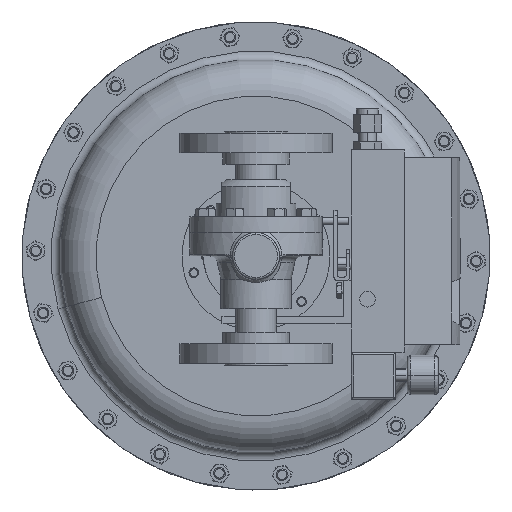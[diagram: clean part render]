
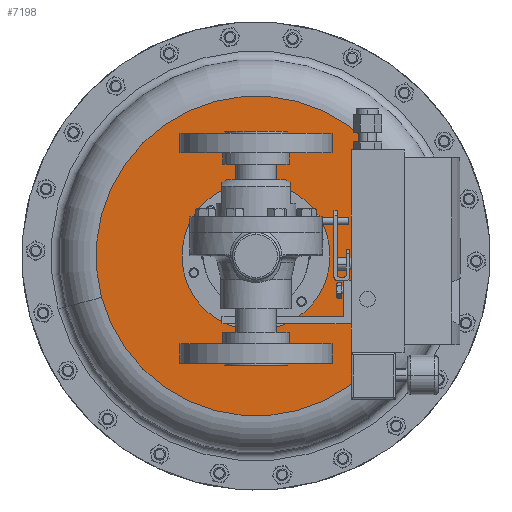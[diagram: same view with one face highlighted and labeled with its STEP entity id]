
A CAD part, front view. The second image highlights one B-rep face of the part: STEP entity #7198.
In plain terms, the highlighted planar face has unit normal (0, -1, 0).
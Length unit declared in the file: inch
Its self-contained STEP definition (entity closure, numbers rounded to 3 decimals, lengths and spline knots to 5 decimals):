
#415 = ORIENTED_EDGE ( 'NONE', *, *, #21511, .F. ) ;
#896 = ORIENTED_EDGE ( 'NONE', *, *, #23461, .T. ) ;
#1136 = AXIS2_PLACEMENT_3D ( 'NONE', #40871, #14977, #37667 ) ;
#1849 = DIRECTION ( 'NONE',  ( 0., 1., 0. ) ) ;
#1881 = EDGE_LOOP ( 'NONE', ( #896, #36020 ) ) ;
#4843 = CARTESIAN_POINT ( 'NONE',  ( 3.88663, 9.57025, -0.05446 ) ) ;
#5890 = EDGE_CURVE ( 'NONE', #38534, #21561, #28071, .T. ) ;
#6533 = CARTESIAN_POINT ( 'NONE',  ( 2.56018, 9.57025, 4.89591 ) ) ;
#6630 = VERTEX_POINT ( 'NONE', #9223 ) ;
#7198 = ADVANCED_FACE ( 'NONE', ( #41158, #40170 ), #35116, .T. ) ;
#7494 = DIRECTION ( 'NONE',  ( 0., 1., 0. ) ) ;
#9223 = CARTESIAN_POINT ( 'NONE',  ( 4.23956, 9.57025, 6.57529 ) ) ;
#9383 = CIRCLE ( 'NONE', #18787, 2.375 ) ;
#9428 = CARTESIAN_POINT ( 'NONE',  ( 7.51055, 9.57025, 6.22236 ) ) ;
#9738 = DIRECTION ( 'NONE',  ( 0.966, 0., 0.259 ) ) ;
#11515 = CIRCLE ( 'NONE', #34111, 5.125 ) ;
#11799 = EDGE_LOOP ( 'NONE', ( #37051, #415 ) ) ;
#14336 = EDGE_CURVE ( 'NONE', #21887, #6630, #19120, .T. ) ;
#14977 = DIRECTION ( 'NONE',  ( 0., 1., 0. ) ) ;
#15099 = DIRECTION ( 'NONE',  ( -0.966, 0., -0.259 ) ) ;
#18787 = AXIS2_PLACEMENT_3D ( 'NONE', #20931, #1849, #24233 ) ;
#19120 = CIRCLE ( 'NONE', #19171, 2.375 ) ;
#19171 = AXIS2_PLACEMENT_3D ( 'NONE', #26857, #7494, #30140 ) ;
#20931 = CARTESIAN_POINT ( 'NONE',  ( 2.56018, 9.57025, 4.89591 ) ) ;
#21511 = EDGE_CURVE ( 'NONE', #21561, #38534, #11515, .T. ) ;
#21561 = VERTEX_POINT ( 'NONE', #39091 ) ;
#21887 = VERTEX_POINT ( 'NONE', #38823 ) ;
#23461 = EDGE_CURVE ( 'NONE', #6630, #21887, #9383, .T. ) ;
#24233 = DIRECTION ( 'NONE',  ( -0.707, 0., -0.707 ) ) ;
#26857 = CARTESIAN_POINT ( 'NONE',  ( 2.56018, 9.57025, 4.89591 ) ) ;
#27273 = AXIS2_PLACEMENT_3D ( 'NONE', #4843, #37939, #15099 ) ;
#28071 = CIRCLE ( 'NONE', #1136, 5.125 ) ;
#29166 = DIRECTION ( 'NONE',  ( 0., 1., 0. ) ) ;
#30140 = DIRECTION ( 'NONE',  ( -0.707, 0., -0.707 ) ) ;
#34111 = AXIS2_PLACEMENT_3D ( 'NONE', #6533, #29166, #9738 ) ;
#35116 = PLANE ( 'NONE',  #27273 ) ;
#36020 = ORIENTED_EDGE ( 'NONE', *, *, #14336, .T. ) ;
#37051 = ORIENTED_EDGE ( 'NONE', *, *, #5890, .F. ) ;
#37667 = DIRECTION ( 'NONE',  ( 0.966, 0., 0.259 ) ) ;
#37939 = DIRECTION ( 'NONE',  ( 0., -1., 0. ) ) ;
#38534 = VERTEX_POINT ( 'NONE', #9428 ) ;
#38823 = CARTESIAN_POINT ( 'NONE',  ( 0.8808, 9.57025, 3.21653 ) ) ;
#39091 = CARTESIAN_POINT ( 'NONE',  ( -2.39019, 9.57025, 3.56946 ) ) ;
#40170 = FACE_BOUND ( 'NONE', #1881, .T. ) ;
#40871 = CARTESIAN_POINT ( 'NONE',  ( 2.56018, 9.57025, 4.89591 ) ) ;
#41158 = FACE_OUTER_BOUND ( 'NONE', #11799, .T. ) ;
